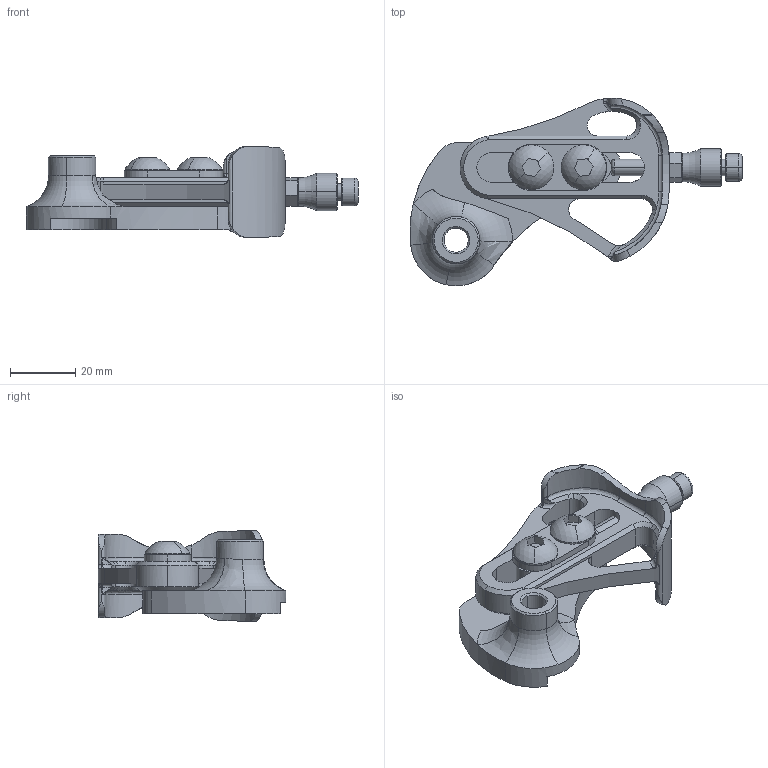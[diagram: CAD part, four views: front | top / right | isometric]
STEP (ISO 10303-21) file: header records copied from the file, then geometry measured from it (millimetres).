
FILE_DESCRIPTION (( 'STEP AP214' ), '1' );
FILE_NAME ('DR4055_Flanged.STEP', '2018-09-12T16:04:38', ( 'JeffCAD' ), ( 'Microsoft' ), 'SwSTEP 2.0', 'SolidWorks 2018', '' );
FILE_SCHEMA (( 'AUTOMOTIVE_DESIGN' ));
Length unit declared in the file: inch
Products named in the file (8): MS5001; MS2016; MS2013; MS2012; MS1013; DR4055; DS0001; DR4055_Flanged
Assembly tree (8 placements, depth 2):
  DR4055_Flanged
    DS0001
    DR4055
    MS1013
    MS2012  x2
    MS2013
    MS2016
    MS5001
Bounding box: 101.65 x 57.48 x 27.85 mm (x, y, z)
Volume: 30772 mm3; surface area: 18873.2 mm2
Topology: 8 solids, 8 shells, 266 faces, 679 edges, 428 vertices
Faces by surface type: cylinder 110, plane 77, cone 30, torus 26, bspline 19, sphere 4
Entity records: 9724 total; most frequent: CARTESIAN_POINT 3555, ORIENTED_EDGE 1282, DIRECTION 1139, EDGE_CURVE 641, AXIS2_PLACEMENT_3D 461, VERTEX_POINT 404, EDGE_LOOP 273, ADVANCED_FACE 251
